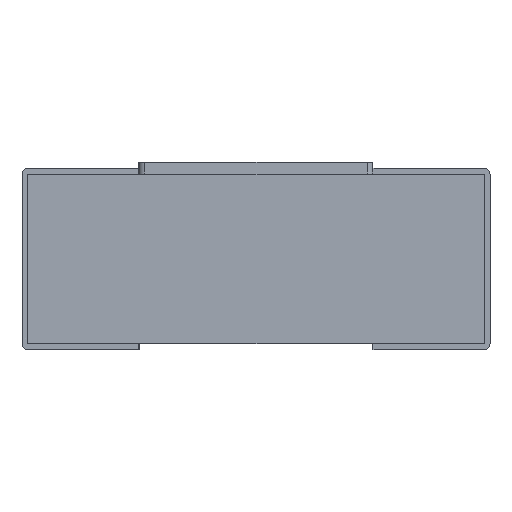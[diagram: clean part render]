
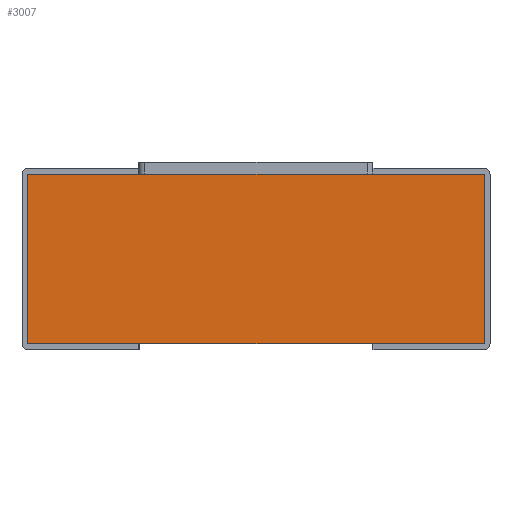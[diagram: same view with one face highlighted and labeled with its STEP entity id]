
A CAD part, left-side view. The second image highlights one B-rep face of the part: STEP entity #3007.
In plain terms, the highlighted planar face has unit normal (-1, 0, 0).
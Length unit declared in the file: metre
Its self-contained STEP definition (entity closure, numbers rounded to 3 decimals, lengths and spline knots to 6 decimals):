
#439=ORIENTED_EDGE('',*,*,#1274,.F.);
#440=ORIENTED_EDGE('',*,*,#1213,.F.);
#441=ORIENTED_EDGE('',*,*,#1260,.T.);
#442=ORIENTED_EDGE('',*,*,#1226,.T.);
#1213=EDGE_CURVE('',#1653,#1654,#1925,.T.);
#1226=EDGE_CURVE('',#1663,#1666,#1938,.T.);
#1260=EDGE_CURVE('',#1653,#1663,#1972,.T.);
#1274=EDGE_CURVE('',#1654,#1666,#1986,.T.);
#1653=VERTEX_POINT('',#4707);
#1654=VERTEX_POINT('',#4709);
#1663=VERTEX_POINT('',#4731);
#1666=VERTEX_POINT('',#4736);
#1925=LINE('',#4708,#2221);
#1938=LINE('',#4737,#2234);
#1972=LINE('',#4803,#2268);
#1986=LINE('',#4827,#2282);
#2221=VECTOR('',#3711,1.);
#2234=VECTOR('',#3730,1.);
#2268=VECTOR('',#3772,1.);
#2282=VECTOR('',#3788,1.);
#2515=EDGE_LOOP('',(#439,#440,#441,#442));
#2711=FACE_BOUND('',#2515,.T.);
#2903=PLANE('',#3325);
#3007=ADVANCED_FACE('',(#2711),#2903,.T.);
#3325=AXIS2_PLACEMENT_3D('',#4863,#3809,#3810);
#3711=DIRECTION('',(0.,0.,-1.));
#3730=DIRECTION('',(0.,0.,-1.));
#3772=DIRECTION('',(0.,1.,0.));
#3788=DIRECTION('',(0.,1.,0.));
#3809=DIRECTION('',(-1.,0.,0.));
#3810=DIRECTION('',(0.,0.,1.));
#4707=CARTESIAN_POINT('',(-0.001,-0.000488,0.000375));
#4708=CARTESIAN_POINT('',(-0.001,-0.000488,0.000375));
#4709=CARTESIAN_POINT('',(-0.001,-0.000488,0.000013));
#4731=CARTESIAN_POINT('',(-0.001,0.000488,0.000375));
#4736=CARTESIAN_POINT('',(-0.001,0.000488,0.000013));
#4737=CARTESIAN_POINT('',(-0.001,0.000488,0.000375));
#4803=CARTESIAN_POINT('',(-0.001,0.,0.000375));
#4827=CARTESIAN_POINT('',(-0.001,0.,0.000013));
#4863=CARTESIAN_POINT('',(-0.001,0.,0.000375));
